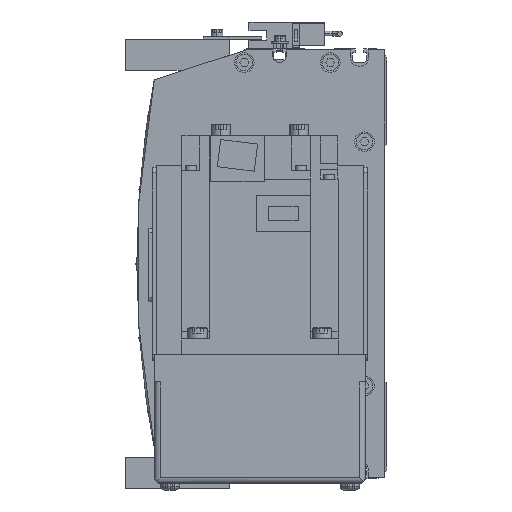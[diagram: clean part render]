
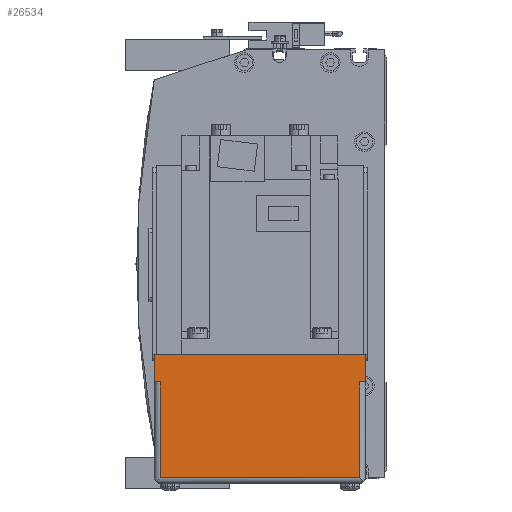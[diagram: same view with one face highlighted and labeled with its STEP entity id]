
A CAD part, left-side view. The second image highlights one B-rep face of the part: STEP entity #26534.
In plain terms, the highlighted planar face has unit normal (-1, 0, 0).
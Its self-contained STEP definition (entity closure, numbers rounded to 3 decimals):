
#467 = EDGE_CURVE ( 'NONE', #39383, #7565, #35763, .T. ) ;
#793 = PLANE ( 'NONE',  #16180 ) ;
#1271 = DIRECTION ( 'NONE',  ( 0., 0., 1. ) ) ;
#1309 = CARTESIAN_POINT ( 'NONE',  ( -216.5, 119., -46.5 ) ) ;
#1771 = CARTESIAN_POINT ( 'NONE',  ( -216.5, 11., -46.5 ) ) ;
#1886 = EDGE_CURVE ( 'NONE', #39383, #17641, #38839, .T. ) ;
#2159 = VERTEX_POINT ( 'NONE', #1771 ) ;
#2873 = DIRECTION ( 'NONE',  ( 0., 0., 1. ) ) ;
#3986 = ORIENTED_EDGE ( 'NONE', *, *, #1886, .T. ) ;
#4368 = CARTESIAN_POINT ( 'NONE',  ( -216.5, 116., -112.5 ) ) ;
#4818 = ORIENTED_EDGE ( 'NONE', *, *, #24897, .F. ) ;
#4827 = CARTESIAN_POINT ( 'NONE',  ( -216.5, 14., -109.5 ) ) ;
#4909 = ORIENTED_EDGE ( 'NONE', *, *, #35784, .T. ) ;
#5175 = DIRECTION ( 'NONE',  ( 0., -1., 0. ) ) ;
#5429 = VECTOR ( 'NONE', #36342, 1000. ) ;
#7261 = VERTEX_POINT ( 'NONE', #8400 ) ;
#7565 = VERTEX_POINT ( 'NONE', #1309 ) ;
#8400 = CARTESIAN_POINT ( 'NONE',  ( -216.5, 14., -60.5 ) ) ;
#8476 = CARTESIAN_POINT ( 'NONE',  ( -216.5, 11., -60.5 ) ) ;
#9042 = EDGE_CURVE ( 'NONE', #7261, #33910, #25822, .T. ) ;
#9126 = CARTESIAN_POINT ( 'NONE',  ( -216.5, 116., -109.5 ) ) ;
#10816 = VECTOR ( 'NONE', #19324, 1000. ) ;
#10928 = FACE_OUTER_BOUND ( 'NONE', #35345, .T. ) ;
#11827 = VECTOR ( 'NONE', #1271, 1000. ) ;
#11951 = CARTESIAN_POINT ( 'NONE',  ( -216.5, 11., -60.5 ) ) ;
#13390 = DIRECTION ( 'NONE',  ( 0., -1., 0. ) ) ;
#13691 = EDGE_CURVE ( 'NONE', #33910, #2159, #32804, .T. ) ;
#15085 = CARTESIAN_POINT ( 'NONE',  ( -216.5, 119., -60.5 ) ) ;
#16180 = AXIS2_PLACEMENT_3D ( 'NONE', #17296, #31367, #21459 ) ;
#17034 = ORIENTED_EDGE ( 'NONE', *, *, #35815, .F. ) ;
#17110 = LINE ( 'NONE', #4368, #11827 ) ;
#17296 = CARTESIAN_POINT ( 'NONE',  ( -216.5, 119., -60.5 ) ) ;
#17641 = VERTEX_POINT ( 'NONE', #32794 ) ;
#19324 = DIRECTION ( 'NONE',  ( 0., -1., 0. ) ) ;
#19589 = LINE ( 'NONE', #33002, #41244 ) ;
#20408 = CARTESIAN_POINT ( 'NONE',  ( -216.5, 119., -60.5 ) ) ;
#21459 = DIRECTION ( 'NONE',  ( 0., 0., 1. ) ) ;
#21695 = DIRECTION ( 'NONE',  ( 0., 0., 1. ) ) ;
#22356 = VECTOR ( 'NONE', #13390, 1000. ) ;
#22589 = ORIENTED_EDGE ( 'NONE', *, *, #9042, .T. ) ;
#23262 = VERTEX_POINT ( 'NONE', #4827 ) ;
#24897 = EDGE_CURVE ( 'NONE', #7565, #2159, #35393, .T. ) ;
#24993 = DIRECTION ( 'NONE',  ( 0., -1., 0. ) ) ;
#25822 = LINE ( 'NONE', #15085, #31102 ) ;
#25902 = VECTOR ( 'NONE', #21695, 1000. ) ;
#26534 = ADVANCED_FACE ( 'NONE', ( #10928 ), #793, .T. ) ;
#28490 = CARTESIAN_POINT ( 'NONE',  ( -216.5, 119., -60.5 ) ) ;
#29516 = ORIENTED_EDGE ( 'NONE', *, *, #467, .F. ) ;
#30093 = LINE ( 'NONE', #43549, #22356 ) ;
#31102 = VECTOR ( 'NONE', #5175, 1000. ) ;
#31367 = DIRECTION ( 'NONE',  ( -1., 0., 0. ) ) ;
#32794 = CARTESIAN_POINT ( 'NONE',  ( -216.5, 116., -60.5 ) ) ;
#32804 = LINE ( 'NONE', #11951, #5429 ) ;
#33002 = CARTESIAN_POINT ( 'NONE',  ( -216.5, 14., -112.5 ) ) ;
#33910 = VERTEX_POINT ( 'NONE', #8476 ) ;
#34780 = ORIENTED_EDGE ( 'NONE', *, *, #40249, .T. ) ;
#35345 = EDGE_LOOP ( 'NONE', ( #4909, #34780, #22589, #38580, #4818, #29516, #3986, #17034 ) ) ;
#35393 = LINE ( 'NONE', #42026, #10816 ) ;
#35763 = LINE ( 'NONE', #42368, #25902 ) ;
#35784 = EDGE_CURVE ( 'NONE', #37447, #23262, #30093, .T. ) ;
#35815 = EDGE_CURVE ( 'NONE', #37447, #17641, #17110, .T. ) ;
#36342 = DIRECTION ( 'NONE',  ( 0., 0., 1. ) ) ;
#37447 = VERTEX_POINT ( 'NONE', #9126 ) ;
#38580 = ORIENTED_EDGE ( 'NONE', *, *, #13691, .T. ) ;
#38839 = LINE ( 'NONE', #28490, #43247 ) ;
#39383 = VERTEX_POINT ( 'NONE', #20408 ) ;
#40249 = EDGE_CURVE ( 'NONE', #23262, #7261, #19589, .T. ) ;
#41244 = VECTOR ( 'NONE', #2873, 1000. ) ;
#42026 = CARTESIAN_POINT ( 'NONE',  ( -216.5, 119., -46.5 ) ) ;
#42368 = CARTESIAN_POINT ( 'NONE',  ( -216.5, 119., -60.5 ) ) ;
#43247 = VECTOR ( 'NONE', #24993, 1000. ) ;
#43549 = CARTESIAN_POINT ( 'NONE',  ( -216.5, 150., -109.5 ) ) ;
